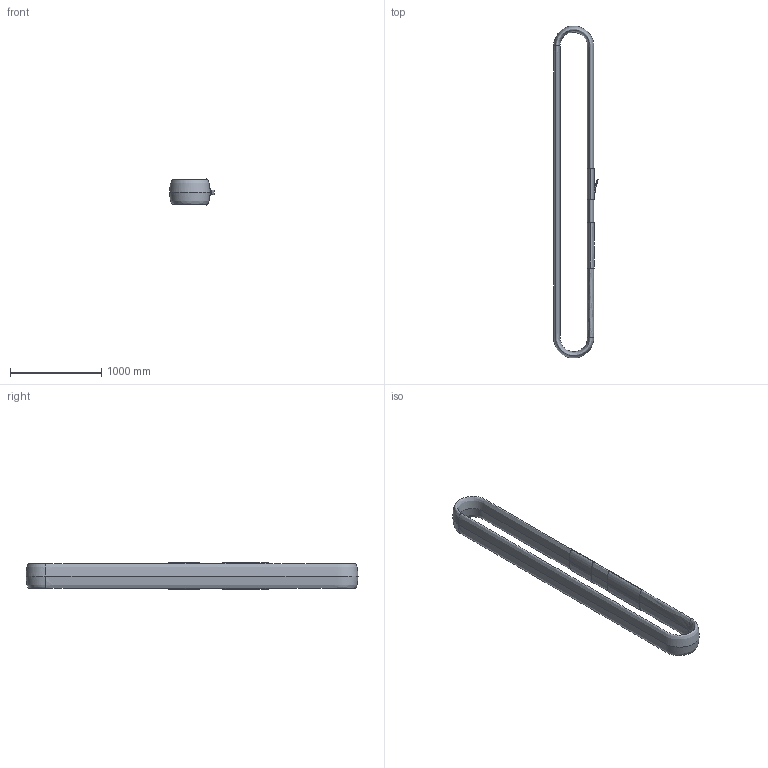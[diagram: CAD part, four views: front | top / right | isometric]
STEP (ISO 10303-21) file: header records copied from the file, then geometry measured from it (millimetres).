
FILE_DESCRIPTION(/* description */ (''),/* implementation_level */ '2;1');
FILE_NAME(/* name */ 'MAGNUM_X125000',/* time_stamp */ '2015-09-17T13:55:37+03:00',/* author */ (''),/* organization */ (''),/* preprocessor_version */ 'ST-DEVELOPER v10',/* originating_system */ '',/* authorisation */ '');
FILE_SCHEMA (('AUTOMOTIVE_DESIGN_CC2'));
Length unit declared in the file: millimetre
Products named in the file (1): 1
Bounding box: 489.5 x 3638.89 x 287.37 mm (x, y, z)
Volume: 114741838.6 mm3; surface area: 5469568.8 mm2
Topology: 3 solids, 4 shells, 65 faces, 308 edges, 281 vertices
Faces by surface type: bspline 47, plane 18
Entity records: 9450 total; most frequent: CARTESIAN_POINT 7610, ORIENTED_EDGE 614, EDGE_CURVE 308, VERTEX_POINT 281, B_SPLINE_CURVE_WITH_KNOTS 240, EDGE_LOOP 104, ADVANCED_FACE 65, FACE_OUTER_BOUND 65
